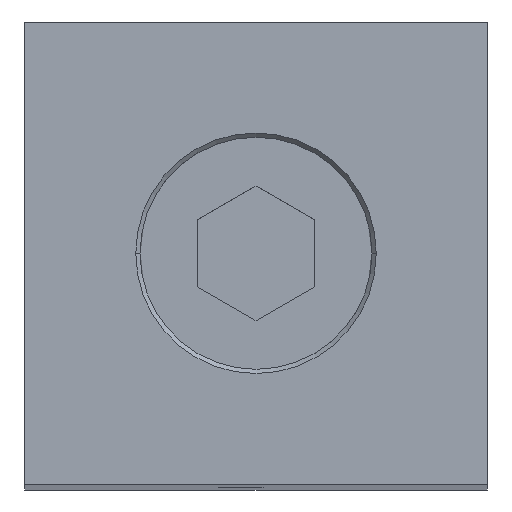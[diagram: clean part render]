
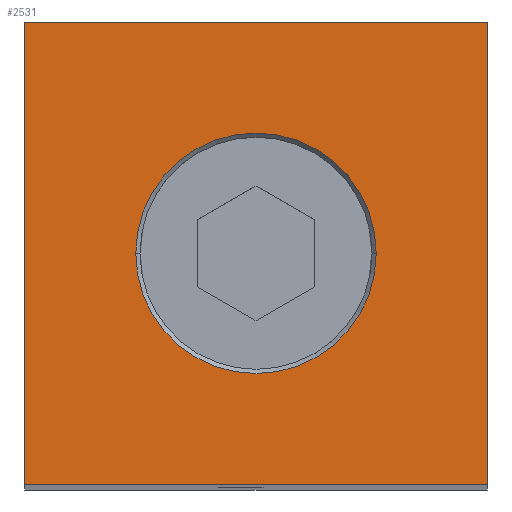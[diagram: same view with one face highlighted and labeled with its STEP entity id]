
A CAD part, top view. The second image highlights one B-rep face of the part: STEP entity #2531.
In plain terms, the highlighted planar face has unit normal (0, 0, 1).
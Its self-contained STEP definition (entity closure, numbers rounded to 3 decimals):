
#52 = CARTESIAN_POINT ( 'NONE',  ( 0., 0., 214. ) ) ;
#86 = DIRECTION ( 'NONE',  ( -1., 0., 0. ) ) ;
#161 = ORIENTED_EDGE ( 'NONE', *, *, #3900, .F. ) ;
#304 = VERTEX_POINT ( 'NONE', #2952 ) ;
#314 = AXIS2_PLACEMENT_3D ( 'NONE', #725, #719, #715 ) ;
#383 = DIRECTION ( 'NONE',  ( 1., 0., 0. ) ) ;
#715 = DIRECTION ( 'NONE',  ( 1., 0., 0. ) ) ;
#719 = DIRECTION ( 'NONE',  ( 0., 0., 1. ) ) ;
#725 = CARTESIAN_POINT ( 'NONE',  ( 15.875, 15.875, 214. ) ) ;
#848 = DIRECTION ( 'NONE',  ( 0., 0., 1. ) ) ;
#918 = EDGE_CURVE ( 'NONE', #2107, #304, #2589, .T. ) ;
#1214 = FACE_OUTER_BOUND ( 'NONE', #1903, .T. ) ;
#1563 = EDGE_CURVE ( 'NONE', #1792, #2107, #3629, .T. ) ;
#1790 = AXIS2_PLACEMENT_3D ( 'NONE', #2383, #2346, #2160 ) ;
#1792 = VERTEX_POINT ( 'NONE', #3340 ) ;
#1903 = EDGE_LOOP ( 'NONE', ( #4022, #2960, #3135, #4042 ) ) ;
#1952 = AXIS2_PLACEMENT_3D ( 'NONE', #4431, #848, #383 ) ;
#1984 = CARTESIAN_POINT ( 'NONE',  ( 0., 0., 214. ) ) ;
#2052 = EDGE_LOOP ( 'NONE', ( #161, #3991 ) ) ;
#2084 = VERTEX_POINT ( 'NONE', #2354 ) ;
#2090 = VECTOR ( 'NONE', #3137, 1000. ) ;
#2107 = VERTEX_POINT ( 'NONE', #1984 ) ;
#2160 = DIRECTION ( 'NONE',  ( -1., 0., 0. ) ) ;
#2251 = LINE ( 'NONE', #3865, #2090 ) ;
#2325 = VERTEX_POINT ( 'NONE', #4573 ) ;
#2338 = CARTESIAN_POINT ( 'NONE',  ( 0., 31.75, 214. ) ) ;
#2346 = DIRECTION ( 'NONE',  ( 0., 0., -1. ) ) ;
#2354 = CARTESIAN_POINT ( 'NONE',  ( 7.62, 15.875, 214. ) ) ;
#2383 = CARTESIAN_POINT ( 'NONE',  ( 0., 31.75, 214. ) ) ;
#2531 = ADVANCED_FACE ( 'NONE', ( #4465, #1214 ), #3919, .F. ) ;
#2586 = VECTOR ( 'NONE', #4307, 1000. ) ;
#2589 = LINE ( 'NONE', #52, #2586 ) ;
#2615 = CARTESIAN_POINT ( 'NONE',  ( 0., 0., 214. ) ) ;
#2709 = CIRCLE ( 'NONE', #314, 8.255 ) ;
#2760 = EDGE_CURVE ( 'NONE', #2084, #3229, #3517, .T. ) ;
#2952 = CARTESIAN_POINT ( 'NONE',  ( 31.75, 0., 214. ) ) ;
#2960 = ORIENTED_EDGE ( 'NONE', *, *, #918, .T. ) ;
#3135 = ORIENTED_EDGE ( 'NONE', *, *, #4364, .T. ) ;
#3137 = DIRECTION ( 'NONE',  ( 0., 1., 0. ) ) ;
#3229 = VERTEX_POINT ( 'NONE', #3644 ) ;
#3340 = CARTESIAN_POINT ( 'NONE',  ( 0., 31.75, 214. ) ) ;
#3448 = VECTOR ( 'NONE', #86, 1000. ) ;
#3461 = VECTOR ( 'NONE', #3739, 1000. ) ;
#3517 = CIRCLE ( 'NONE', #1952, 8.255 ) ;
#3629 = LINE ( 'NONE', #2615, #3461 ) ;
#3644 = CARTESIAN_POINT ( 'NONE',  ( 24.13, 15.875, 214. ) ) ;
#3739 = DIRECTION ( 'NONE',  ( 0., -1., 0. ) ) ;
#3865 = CARTESIAN_POINT ( 'NONE',  ( 31.75, 0., 214. ) ) ;
#3900 = EDGE_CURVE ( 'NONE', #3229, #2084, #2709, .T. ) ;
#3919 = PLANE ( 'NONE',  #1790 ) ;
#3991 = ORIENTED_EDGE ( 'NONE', *, *, #2760, .F. ) ;
#4022 = ORIENTED_EDGE ( 'NONE', *, *, #1563, .T. ) ;
#4042 = ORIENTED_EDGE ( 'NONE', *, *, #4123, .T. ) ;
#4123 = EDGE_CURVE ( 'NONE', #2325, #1792, #4162, .T. ) ;
#4162 = LINE ( 'NONE', #2338, #3448 ) ;
#4307 = DIRECTION ( 'NONE',  ( 1., 0., 0. ) ) ;
#4364 = EDGE_CURVE ( 'NONE', #304, #2325, #2251, .T. ) ;
#4431 = CARTESIAN_POINT ( 'NONE',  ( 15.875, 15.875, 214. ) ) ;
#4465 = FACE_BOUND ( 'NONE', #2052, .T. ) ;
#4573 = CARTESIAN_POINT ( 'NONE',  ( 31.75, 31.75, 214. ) ) ;
